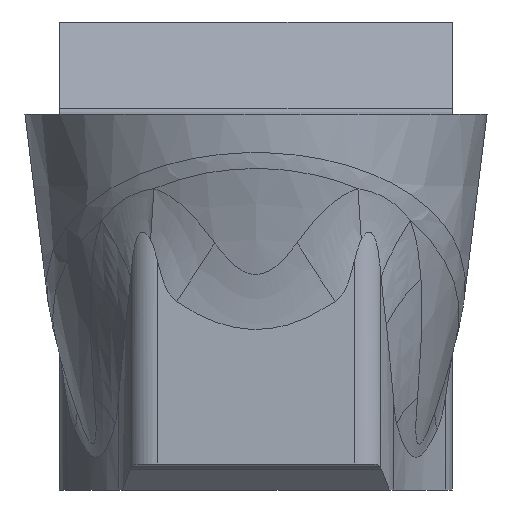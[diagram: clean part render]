
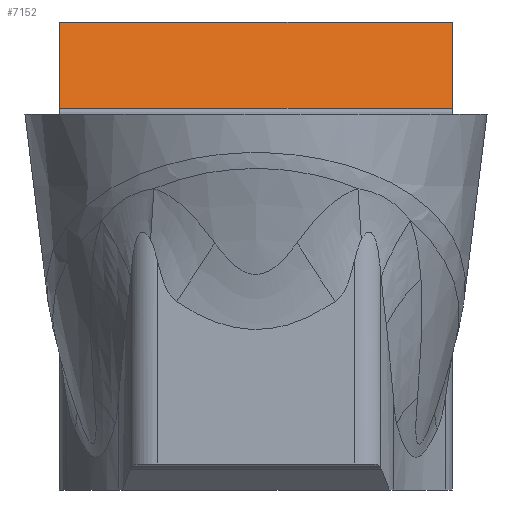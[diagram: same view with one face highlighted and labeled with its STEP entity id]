
A CAD part, front view. The second image highlights one B-rep face of the part: STEP entity #7152.
In plain terms, the highlighted planar face has unit normal (0, -0.5, 0.866).
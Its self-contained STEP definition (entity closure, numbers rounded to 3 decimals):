
#135=DIRECTION('',(0.,0.866,0.5));
#136=VECTOR('',#135,2.986);
#137=CARTESIAN_POINT('',(3.4,8.386,0.107));
#138=LINE('',#137,#136);
#185=DIRECTION('',(0.,-0.866,-0.5));
#186=VECTOR('',#185,2.986);
#187=CARTESIAN_POINT('',(-3.4,10.971,1.6));
#188=LINE('',#187,#186);
#1841=DIRECTION('',(1.,0.,0.));
#1842=VECTOR('',#1841,6.8);
#1843=CARTESIAN_POINT('',(-3.4,8.386,0.107));
#1844=LINE('',#1843,#1842);
#1869=DIRECTION('',(-1.,0.,0.));
#1870=VECTOR('',#1869,6.8);
#1871=CARTESIAN_POINT('',(3.4,10.971,1.6));
#1872=LINE('',#1871,#1870);
#3102=CARTESIAN_POINT('',(3.4,8.386,0.107));
#3103=VERTEX_POINT('',#3102);
#3104=CARTESIAN_POINT('',(3.4,10.971,1.6));
#3105=VERTEX_POINT('',#3104);
#3114=CARTESIAN_POINT('',(-3.4,10.971,1.6));
#3115=VERTEX_POINT('',#3114);
#3116=CARTESIAN_POINT('',(-3.4,8.386,0.107));
#3117=VERTEX_POINT('',#3116);
#7140=CARTESIAN_POINT('',(-7.201,8.2,0.));
#7141=DIRECTION('',(0.,0.5,-0.866));
#7142=DIRECTION('',(0.,0.866,0.5));
#7143=AXIS2_PLACEMENT_3D('',#7140,#7141,#7142);
#7144=PLANE('',#7143);
#7145=ORIENTED_EDGE('',*,*,#7120,.F.);
#7146=ORIENTED_EDGE('',*,*,#3411,.F.);
#7148=ORIENTED_EDGE('',*,*,#7147,.F.);
#7149=ORIENTED_EDGE('',*,*,#3328,.F.);
#7150=EDGE_LOOP('',(#7145,#7146,#7148,#7149));
#7151=FACE_OUTER_BOUND('',#7150,.F.);
#3328=EDGE_CURVE('',#3103,#3105,#138,.T.);
#3411=EDGE_CURVE('',#3115,#3117,#188,.T.);
#7120=EDGE_CURVE('',#3117,#3103,#1844,.T.);
#7147=EDGE_CURVE('',#3105,#3115,#1872,.T.);
#7152=ADVANCED_FACE('',(#7151),#7144,.F.);
